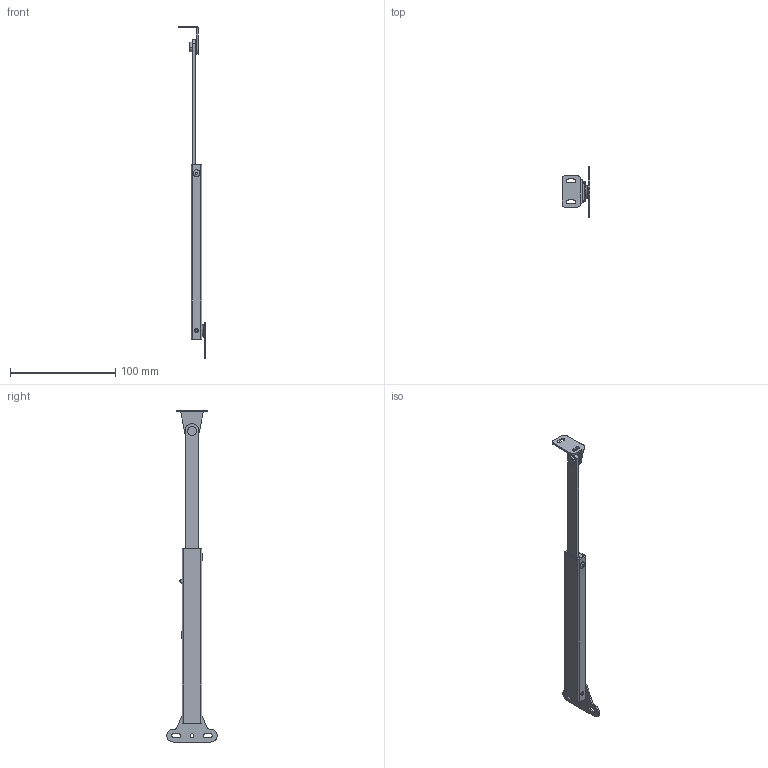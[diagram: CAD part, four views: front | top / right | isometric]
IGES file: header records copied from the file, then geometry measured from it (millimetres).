
Start section: ------------------------------------------------------------------------
Global section: file name: PC50.21296.TM_209_1_2895.igs; native system: spGate; preprocessor: ver17.5.2; author: Unknown; organization: Unknown; date: 211005.150953; units: millimetre
Bounding box: 26.5 x 47.99 x 316 mm (x, y, z)
Volume: 19773 mm3; surface area: 29845.5 mm2
Topology: 11 solids, 11 shells, 213 faces, 581 edges, 401 vertices
Faces by surface type: bspline 213
